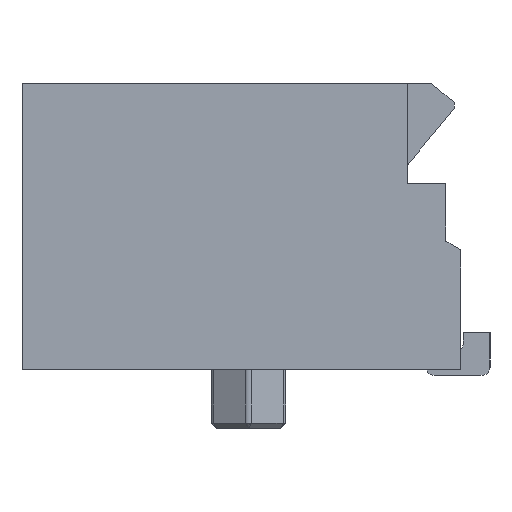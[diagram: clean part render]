
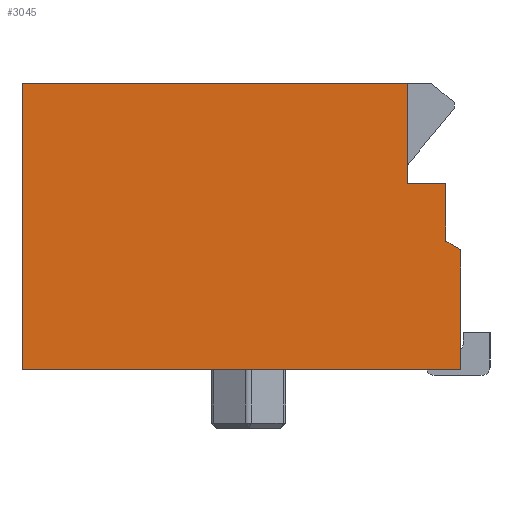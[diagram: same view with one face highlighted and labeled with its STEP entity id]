
A CAD part, left-side view. The second image highlights one B-rep face of the part: STEP entity #3045.
In plain terms, the highlighted planar face has unit normal (-1, 0, 0).
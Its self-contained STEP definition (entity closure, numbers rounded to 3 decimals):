
#735 = PLANE ( 'NONE',  #28504 ) ;
#887 = VERTEX_POINT ( 'NONE', #11437 ) ;
#1448 = DIRECTION ( 'NONE',  ( 0., -1., 0. ) ) ;
#1693 = EDGE_CURVE ( 'NONE', #28098, #19887, #53597, .T. ) ;
#2448 = CARTESIAN_POINT ( 'NONE',  ( -5.5, 4.115, 5.37 ) ) ;
#3045 = ADVANCED_FACE ( 'NONE', ( #19552 ), #735, .F. ) ;
#3969 = VECTOR ( 'NONE', #54286, 1000. ) ;
#5134 = DIRECTION ( 'NONE',  ( 0., 0., 1. ) ) ;
#5569 = CARTESIAN_POINT ( 'NONE',  ( -5.5, 4.115, 0. ) ) ;
#5975 = VECTOR ( 'NONE', #52523, 1000. ) ;
#7039 = VECTOR ( 'NONE', #31406, 1000. ) ;
#7312 = CARTESIAN_POINT ( 'NONE',  ( -5.5, 4.115, 5.37 ) ) ;
#7385 = DIRECTION ( 'NONE',  ( 0., 0.862, 0.507 ) ) ;
#8174 = VECTOR ( 'NONE', #1448, 1000. ) ;
#8632 = LINE ( 'NONE', #44630, #5975 ) ;
#8765 = CARTESIAN_POINT ( 'NONE',  ( -5.5, -3.835, 3.491 ) ) ;
#9356 = EDGE_CURVE ( 'NONE', #46258, #21756, #39039, .T. ) ;
#9751 = VERTEX_POINT ( 'NONE', #7312 ) ;
#9767 = ORIENTED_EDGE ( 'NONE', *, *, #13662, .F. ) ;
#10399 = VECTOR ( 'NONE', #23326, 1000. ) ;
#10707 = CARTESIAN_POINT ( 'NONE',  ( -5.5, -3.835, 2.415 ) ) ;
#11135 = CARTESIAN_POINT ( 'NONE',  ( -5.5, -3.835, 2.415 ) ) ;
#11437 = CARTESIAN_POINT ( 'NONE',  ( -5.5, -4.115, 0. ) ) ;
#13526 = VECTOR ( 'NONE', #5134, 1000. ) ;
#13573 = CARTESIAN_POINT ( 'NONE',  ( -5.5, -3.835, 3.491 ) ) ;
#13662 = EDGE_CURVE ( 'NONE', #46258, #887, #35917, .T. ) ;
#14018 = VECTOR ( 'NONE', #7385, 1000. ) ;
#15556 = ORIENTED_EDGE ( 'NONE', *, *, #54557, .T. ) ;
#18397 = CARTESIAN_POINT ( 'NONE',  ( -5.5, 4.115, 0. ) ) ;
#18656 = ORIENTED_EDGE ( 'NONE', *, *, #9356, .T. ) ;
#19552 = FACE_OUTER_BOUND ( 'NONE', #48547, .T. ) ;
#19887 = VERTEX_POINT ( 'NONE', #42067 ) ;
#21756 = VERTEX_POINT ( 'NONE', #11135 ) ;
#23189 = ORIENTED_EDGE ( 'NONE', *, *, #49065, .T. ) ;
#23326 = DIRECTION ( 'NONE',  ( 0., -1., 0. ) ) ;
#24643 = ORIENTED_EDGE ( 'NONE', *, *, #1693, .T. ) ;
#25058 = DIRECTION ( 'NONE',  ( 0., 1., 0. ) ) ;
#25208 = ORIENTED_EDGE ( 'NONE', *, *, #52368, .F. ) ;
#27103 = LINE ( 'NONE', #27991, #10399 ) ;
#27123 = LINE ( 'NONE', #36577, #13526 ) ;
#27280 = EDGE_CURVE ( 'NONE', #21756, #28098, #32703, .T. ) ;
#27991 = CARTESIAN_POINT ( 'NONE',  ( -5.5, 4.115, 5.37 ) ) ;
#28098 = VERTEX_POINT ( 'NONE', #8765 ) ;
#28504 = AXIS2_PLACEMENT_3D ( 'NONE', #2448, #33324, #25058 ) ;
#30592 = CARTESIAN_POINT ( 'NONE',  ( -5.5, -4.115, 2.25 ) ) ;
#31406 = DIRECTION ( 'NONE',  ( 0., 1., 0. ) ) ;
#32350 = CARTESIAN_POINT ( 'NONE',  ( -5.5, -4.115, 5.37 ) ) ;
#32703 = LINE ( 'NONE', #10707, #3969 ) ;
#32883 = LINE ( 'NONE', #5569, #8174 ) ;
#33324 = DIRECTION ( 'NONE',  ( 1., 0., 0. ) ) ;
#35917 = LINE ( 'NONE', #32350, #56308 ) ;
#36577 = CARTESIAN_POINT ( 'NONE',  ( -5.5, -3.113, 3.491 ) ) ;
#39039 = LINE ( 'NONE', #57139, #14018 ) ;
#42067 = CARTESIAN_POINT ( 'NONE',  ( -5.5, -3.113, 3.491 ) ) ;
#44630 = CARTESIAN_POINT ( 'NONE',  ( -5.5, 4.115, 5.37 ) ) ;
#46258 = VERTEX_POINT ( 'NONE', #30592 ) ;
#48547 = EDGE_LOOP ( 'NONE', ( #15556, #25208, #23189, #53638, #9767, #18656, #49034, #24643 ) ) ;
#48992 = DIRECTION ( 'NONE',  ( 0., 0., -1. ) ) ;
#49034 = ORIENTED_EDGE ( 'NONE', *, *, #27280, .T. ) ;
#49065 = EDGE_CURVE ( 'NONE', #9751, #56479, #8632, .T. ) ;
#52072 = EDGE_CURVE ( 'NONE', #56479, #887, #32883, .T. ) ;
#52368 = EDGE_CURVE ( 'NONE', #9751, #53632, #27103, .T. ) ;
#52523 = DIRECTION ( 'NONE',  ( 0., 0., -1. ) ) ;
#53597 = LINE ( 'NONE', #13573, #7039 ) ;
#53632 = VERTEX_POINT ( 'NONE', #53681 ) ;
#53638 = ORIENTED_EDGE ( 'NONE', *, *, #52072, .T. ) ;
#53681 = CARTESIAN_POINT ( 'NONE',  ( -5.5, -3.113, 5.37 ) ) ;
#54286 = DIRECTION ( 'NONE',  ( 0., 0., 1. ) ) ;
#54557 = EDGE_CURVE ( 'NONE', #19887, #53632, #27123, .T. ) ;
#56308 = VECTOR ( 'NONE', #48992, 1000. ) ;
#56479 = VERTEX_POINT ( 'NONE', #18397 ) ;
#57139 = CARTESIAN_POINT ( 'NONE',  ( -5.5, -4.115, 2.25 ) ) ;
